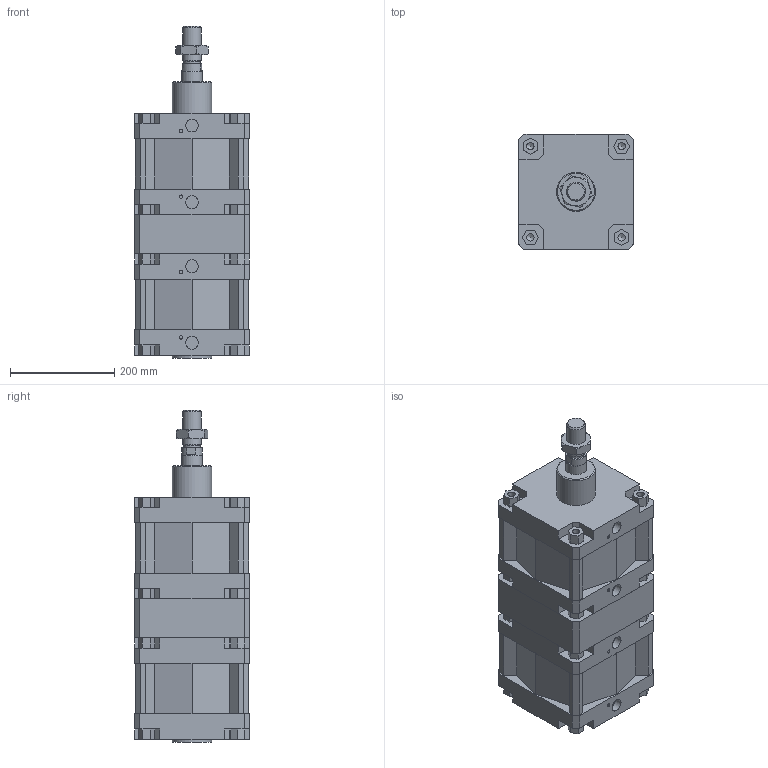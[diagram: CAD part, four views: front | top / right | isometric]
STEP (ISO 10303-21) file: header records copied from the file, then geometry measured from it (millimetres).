
FILE_DESCRIPTION(/* description */ ('Unknown'),/* implementation_level */ '2;1');
FILE_NAME(/* name */ '1319.200.15.G',/* time_stamp */ '2020-07-16T10:39:57-04:00',/* author */ ('Unknown'),/* organization */ ('Unknown'),/* preprocessor_version */ 'ST-DEVELOPER v16.7',/* originating_system */ 'Solid Edge',/* authorisation */ 'Unknown');
FILE_SCHEMA (('AUTOMOTIVE_DESIGN {1 0 10303 214 3 1 1}'));
Length unit declared in the file: millimetre
Products named in the file (9): 1319.200.15.G; 1319.200.15.01_tandem_G_arriere; CIM02_200_150_0; CIM01_200_150_0; spacer_tandem_1319.200.G; 1319.200.15.01_tandem_G; CIM02_200_150; CIM01_200_150; 1320_200_18F
Assembly tree (8 placements, depth 3):
  1319.200.15.G
    1319.200.15.01_tandem_G_arriere
      CIM02_200_150_0
      CIM01_200_150_0
    spacer_tandem_1319.200.G
    1319.200.15.01_tandem_G
      CIM02_200_150
      CIM01_200_150
      1320_200_18F
Bounding box: 220 x 220 x 637 mm (x, y, z)
Volume: 20482785.1 mm3; surface area: 962917.9 mm2
Topology: 6 solids, 6 shells, 387 faces, 999 edges, 658 vertices
Faces by surface type: plane 312, cylinder 41, cone 34
Full cylindrical faces by diameter (mm): 6.5 x4, 14 x16, 20 x4, 24.5 x4, 31.8 x1, 34 x1, 36 x1, 39.5 x1, 40 x4, 75 x5
Entity records: 12484 total; most frequent: CARTESIAN_POINT 1996, ORIENTED_EDGE 1814, DIRECTION 1776, EDGE_CURVE 907, LINE 782, VECTOR 782, VERTEX_POINT 645, FACE_BOUND 514
